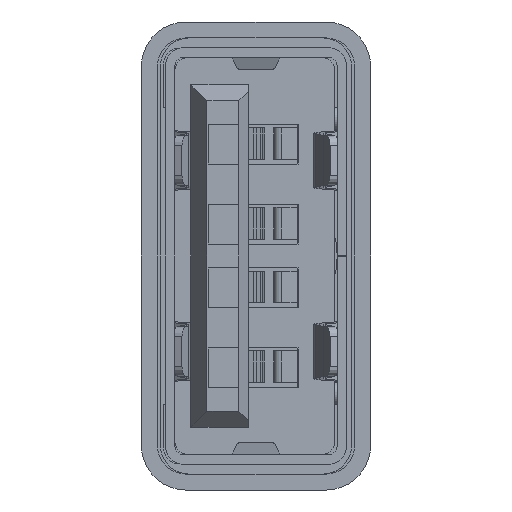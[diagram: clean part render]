
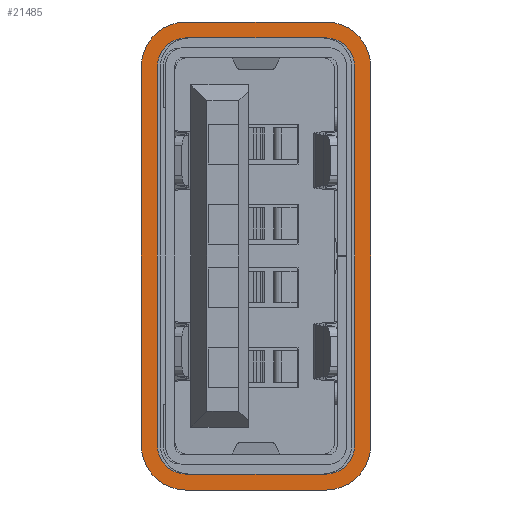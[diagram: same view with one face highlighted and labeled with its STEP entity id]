
A CAD part, left-side view. The second image highlights one B-rep face of the part: STEP entity #21485.
In plain terms, the highlighted face is planar.
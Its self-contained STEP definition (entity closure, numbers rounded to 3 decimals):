
#24 = VERTEX_POINT ( 'NONE', #23536 ) ;
#144 = CIRCLE ( 'NONE', #9342, 1.4 ) ;
#341 = CIRCLE ( 'NONE', #3992, 1.4 ) ;
#376 = VECTOR ( 'NONE', #5453, 1000. ) ;
#872 = EDGE_CURVE ( 'NONE', #21548, #18716, #6265, .T. ) ;
#1110 = PLANE ( 'NONE',  #37728 ) ;
#1465 = AXIS2_PLACEMENT_3D ( 'NONE', #41242, #31497, #28500 ) ;
#1552 = CARTESIAN_POINT ( 'NONE',  ( 5.95, -3.1, 0. ) ) ;
#2347 = ORIENTED_EDGE ( 'NONE', *, *, #24044, .T. ) ;
#2386 = VERTEX_POINT ( 'NONE', #6433 ) ;
#3184 = VECTOR ( 'NONE', #14414, 1000. ) ;
#3263 = DIRECTION ( 'NONE',  ( 0., 0., 1. ) ) ;
#3992 = AXIS2_PLACEMENT_3D ( 'NONE', #19209, #19362, #26148 ) ;
#3998 = VERTEX_POINT ( 'NONE', #27151 ) ;
#4525 = CARTESIAN_POINT ( 'NONE',  ( 5.95, 2.2, 0. ) ) ;
#4769 = LINE ( 'NONE', #39176, #34125 ) ;
#5453 = DIRECTION ( 'NONE',  ( 0., -1., 0. ) ) ;
#5558 = ORIENTED_EDGE ( 'NONE', *, *, #36432, .F. ) ;
#6081 = ORIENTED_EDGE ( 'NONE', *, *, #32328, .T. ) ;
#6265 = LINE ( 'NONE', #30584, #3184 ) ;
#6433 = CARTESIAN_POINT ( 'NONE',  ( 6.85, 2.2, 0. ) ) ;
#6739 = AXIS2_PLACEMENT_3D ( 'NONE', #28085, #41246, #8687 ) ;
#6952 = ORIENTED_EDGE ( 'NONE', *, *, #14016, .T. ) ;
#7042 = EDGE_CURVE ( 'NONE', #35223, #15794, #9625, .T. ) ;
#7559 = CIRCLE ( 'NONE', #32475, 0.9 ) ;
#8134 = AXIS2_PLACEMENT_3D ( 'NONE', #38798, #3263, #29188 ) ;
#8390 = VERTEX_POINT ( 'NONE', #23566 ) ;
#8635 = CARTESIAN_POINT ( 'NONE',  ( -5.95, -3.1, 0. ) ) ;
#8687 = DIRECTION ( 'NONE',  ( 1., 0., 0. ) ) ;
#8895 = CARTESIAN_POINT ( 'NONE',  ( 7.35, 2.2, 0. ) ) ;
#8990 = LINE ( 'NONE', #27023, #376 ) ;
#9342 = AXIS2_PLACEMENT_3D ( 'NONE', #32056, #28766, #41098 ) ;
#9625 = LINE ( 'NONE', #28822, #36495 ) ;
#9988 = CARTESIAN_POINT ( 'NONE',  ( 5.95, 3.6, 0. ) ) ;
#10613 = DIRECTION ( 'NONE',  ( 0., 0., -1. ) ) ;
#10789 = CARTESIAN_POINT ( 'NONE',  ( -7.35, 2.2, 0. ) ) ;
#11108 = DIRECTION ( 'NONE',  ( 0., 0., 1. ) ) ;
#11563 = ORIENTED_EDGE ( 'NONE', *, *, #872, .T. ) ;
#11618 = ORIENTED_EDGE ( 'NONE', *, *, #12040, .F. ) ;
#11672 = VECTOR ( 'NONE', #14319, 1000. ) ;
#11959 = VERTEX_POINT ( 'NONE', #17752 ) ;
#12040 = EDGE_CURVE ( 'NONE', #2386, #35223, #23465, .T. ) ;
#12097 = EDGE_CURVE ( 'NONE', #24, #21548, #144, .T. ) ;
#12126 = ORIENTED_EDGE ( 'NONE', *, *, #27794, .F. ) ;
#13441 = ORIENTED_EDGE ( 'NONE', *, *, #34642, .F. ) ;
#13705 = VECTOR ( 'NONE', #31452, 1000. ) ;
#14016 = EDGE_CURVE ( 'NONE', #11959, #23002, #34421, .T. ) ;
#14198 = ORIENTED_EDGE ( 'NONE', *, *, #32396, .T. ) ;
#14319 = DIRECTION ( 'NONE',  ( 0., -1., 0. ) ) ;
#14414 = DIRECTION ( 'NONE',  ( 1., 0., 0. ) ) ;
#14416 = CIRCLE ( 'NONE', #17134, 1.4 ) ;
#14883 = ORIENTED_EDGE ( 'NONE', *, *, #12097, .T. ) ;
#15714 = ORIENTED_EDGE ( 'NONE', *, *, #17633, .F. ) ;
#15725 = LINE ( 'NONE', #8635, #13705 ) ;
#15794 = VERTEX_POINT ( 'NONE', #32173 ) ;
#16225 = DIRECTION ( 'NONE',  ( -1., 0., 0. ) ) ;
#17134 = AXIS2_PLACEMENT_3D ( 'NONE', #40485, #24760, #27874 ) ;
#17267 = CARTESIAN_POINT ( 'NONE',  ( -5.95, -3.6, 0. ) ) ;
#17309 = VECTOR ( 'NONE', #17481, 1000. ) ;
#17481 = DIRECTION ( 'NONE',  ( 0., 1., 0. ) ) ;
#17633 = EDGE_CURVE ( 'NONE', #8390, #2386, #23893, .T. ) ;
#17752 = CARTESIAN_POINT ( 'NONE',  ( -5.95, 3.6, 0. ) ) ;
#18188 = EDGE_LOOP ( 'NONE', ( #19272, #2347, #6952, #40648, #14883, #11563, #6081, #14198 ) ) ;
#18233 = CARTESIAN_POINT ( 'NONE',  ( 7.35, -2.2, 0. ) ) ;
#18540 = DIRECTION ( 'NONE',  ( 1., 0., 0. ) ) ;
#18606 = ORIENTED_EDGE ( 'NONE', *, *, #7042, .F. ) ;
#18716 = VERTEX_POINT ( 'NONE', #30583 ) ;
#19209 = CARTESIAN_POINT ( 'NONE',  ( 5.95, 2.2, 0. ) ) ;
#19272 = ORIENTED_EDGE ( 'NONE', *, *, #38010, .T. ) ;
#19362 = DIRECTION ( 'NONE',  ( 0., 0., 1. ) ) ;
#20105 = FACE_BOUND ( 'NONE', #40731, .T. ) ;
#21485 = ADVANCED_FACE ( 'NONE', ( #20105, #26213 ), #1110, .F. ) ;
#21548 = VERTEX_POINT ( 'NONE', #17267 ) ;
#21567 = EDGE_CURVE ( 'NONE', #23002, #24, #8990, .T. ) ;
#22428 = VERTEX_POINT ( 'NONE', #41586 ) ;
#22813 = CARTESIAN_POINT ( 'NONE',  ( 5.95, 3.1, 0. ) ) ;
#23002 = VERTEX_POINT ( 'NONE', #10789 ) ;
#23465 = CIRCLE ( 'NONE', #1465, 0.9 ) ;
#23536 = CARTESIAN_POINT ( 'NONE',  ( -7.35, -2.2, 0. ) ) ;
#23566 = CARTESIAN_POINT ( 'NONE',  ( 6.85, -2.2, 0. ) ) ;
#23779 = DIRECTION ( 'NONE',  ( -1., 0., 0. ) ) ;
#23893 = LINE ( 'NONE', #24135, #17309 ) ;
#24044 = EDGE_CURVE ( 'NONE', #25719, #11959, #4769, .T. ) ;
#24135 = CARTESIAN_POINT ( 'NONE',  ( 6.85, 2.2, 0. ) ) ;
#24760 = DIRECTION ( 'NONE',  ( 0., 0., 1. ) ) ;
#24789 = DIRECTION ( 'NONE',  ( 0., 0., 1. ) ) ;
#25408 = VERTEX_POINT ( 'NONE', #18233 ) ;
#25719 = VERTEX_POINT ( 'NONE', #9988 ) ;
#26148 = DIRECTION ( 'NONE',  ( -1., 0., 0. ) ) ;
#26213 = FACE_OUTER_BOUND ( 'NONE', #18188, .T. ) ;
#27023 = CARTESIAN_POINT ( 'NONE',  ( -7.35, 2.2, 0. ) ) ;
#27107 = VERTEX_POINT ( 'NONE', #39894 ) ;
#27151 = CARTESIAN_POINT ( 'NONE',  ( -6.85, 2.2, 0. ) ) ;
#27251 = DIRECTION ( 'NONE',  ( 1., 0., 0. ) ) ;
#27614 = CARTESIAN_POINT ( 'NONE',  ( -6.85, 2.2, 0. ) ) ;
#27794 = EDGE_CURVE ( 'NONE', #22428, #27107, #33088, .T. ) ;
#27874 = DIRECTION ( 'NONE',  ( 1., 0., 0. ) ) ;
#28085 = CARTESIAN_POINT ( 'NONE',  ( -5.95, -2.2, 0. ) ) ;
#28500 = DIRECTION ( 'NONE',  ( -1., 0., 0. ) ) ;
#28760 = CARTESIAN_POINT ( 'NONE',  ( 7.35, 2.2, 0. ) ) ;
#28766 = DIRECTION ( 'NONE',  ( 0., 0., 1. ) ) ;
#28822 = CARTESIAN_POINT ( 'NONE',  ( -5.95, 3.1, 0. ) ) ;
#29188 = DIRECTION ( 'NONE',  ( 1., 0., 0. ) ) ;
#30546 = VERTEX_POINT ( 'NONE', #28760 ) ;
#30583 = CARTESIAN_POINT ( 'NONE',  ( 5.95, -3.6, 0. ) ) ;
#30584 = CARTESIAN_POINT ( 'NONE',  ( -5.95, -3.6, 0. ) ) ;
#30728 = EDGE_CURVE ( 'NONE', #37611, #8390, #38981, .T. ) ;
#31127 = VECTOR ( 'NONE', #41313, 1000. ) ;
#31452 = DIRECTION ( 'NONE',  ( 1., 0., 0. ) ) ;
#31497 = DIRECTION ( 'NONE',  ( 0., 0., 1. ) ) ;
#32056 = CARTESIAN_POINT ( 'NONE',  ( -5.95, -2.2, 0. ) ) ;
#32173 = CARTESIAN_POINT ( 'NONE',  ( -5.95, 3.1, 0. ) ) ;
#32328 = EDGE_CURVE ( 'NONE', #18716, #25408, #14416, .T. ) ;
#32396 = EDGE_CURVE ( 'NONE', #25408, #30546, #39714, .T. ) ;
#32475 = AXIS2_PLACEMENT_3D ( 'NONE', #37033, #11108, #27251 ) ;
#33088 = CIRCLE ( 'NONE', #6739, 0.9 ) ;
#34125 = VECTOR ( 'NONE', #16225, 1000. ) ;
#34274 = CARTESIAN_POINT ( 'NONE',  ( 5.95, -2.2, 0. ) ) ;
#34421 = CIRCLE ( 'NONE', #8134, 1.4 ) ;
#34511 = EDGE_CURVE ( 'NONE', #3998, #22428, #38531, .T. ) ;
#34642 = EDGE_CURVE ( 'NONE', #27107, #37611, #15725, .T. ) ;
#35223 = VERTEX_POINT ( 'NONE', #22813 ) ;
#35224 = DIRECTION ( 'NONE',  ( -1., 0., 0. ) ) ;
#36432 = EDGE_CURVE ( 'NONE', #15794, #3998, #7559, .T. ) ;
#36495 = VECTOR ( 'NONE', #35224, 1000. ) ;
#36706 = ORIENTED_EDGE ( 'NONE', *, *, #34511, .F. ) ;
#37033 = CARTESIAN_POINT ( 'NONE',  ( -5.95, 2.2, 0. ) ) ;
#37611 = VERTEX_POINT ( 'NONE', #1552 ) ;
#37728 = AXIS2_PLACEMENT_3D ( 'NONE', #4525, #10613, #23779 ) ;
#38010 = EDGE_CURVE ( 'NONE', #30546, #25719, #341, .T. ) ;
#38531 = LINE ( 'NONE', #27614, #11672 ) ;
#38735 = ORIENTED_EDGE ( 'NONE', *, *, #30728, .F. ) ;
#38798 = CARTESIAN_POINT ( 'NONE',  ( -5.95, 2.2, 0. ) ) ;
#38981 = CIRCLE ( 'NONE', #41505, 0.9 ) ;
#39176 = CARTESIAN_POINT ( 'NONE',  ( -5.95, 3.6, 0. ) ) ;
#39714 = LINE ( 'NONE', #8895, #31127 ) ;
#39894 = CARTESIAN_POINT ( 'NONE',  ( -5.95, -3.1, 0. ) ) ;
#40485 = CARTESIAN_POINT ( 'NONE',  ( 5.95, -2.2, 0. ) ) ;
#40648 = ORIENTED_EDGE ( 'NONE', *, *, #21567, .T. ) ;
#40731 = EDGE_LOOP ( 'NONE', ( #36706, #5558, #18606, #11618, #15714, #38735, #13441, #12126 ) ) ;
#41098 = DIRECTION ( 'NONE',  ( 1., 0., 0. ) ) ;
#41242 = CARTESIAN_POINT ( 'NONE',  ( 5.95, 2.2, 0. ) ) ;
#41246 = DIRECTION ( 'NONE',  ( 0., 0., 1. ) ) ;
#41313 = DIRECTION ( 'NONE',  ( 0., 1., 0. ) ) ;
#41505 = AXIS2_PLACEMENT_3D ( 'NONE', #34274, #24789, #18540 ) ;
#41586 = CARTESIAN_POINT ( 'NONE',  ( -6.85, -2.2, 0. ) ) ;
